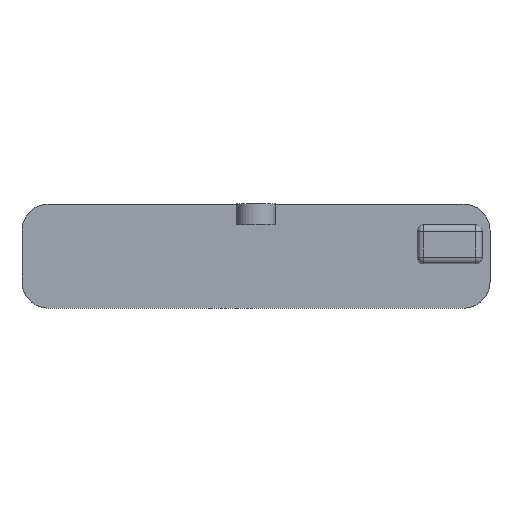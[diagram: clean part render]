
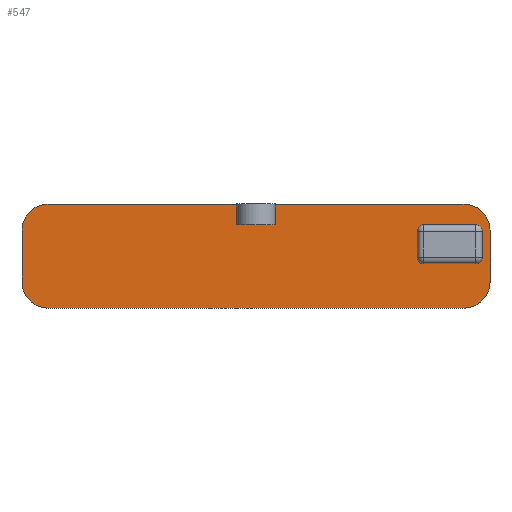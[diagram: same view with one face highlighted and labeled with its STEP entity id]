
A CAD part, top view. The second image highlights one B-rep face of the part: STEP entity #547.
In plain terms, the highlighted planar face has unit normal (0, 0, 1).
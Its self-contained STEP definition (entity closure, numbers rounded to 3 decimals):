
#21=FACE_BOUND('',#89,.T.);
#31=PLANE('',#607);
#52=FACE_OUTER_BOUND('',#88,.T.);
#88=EDGE_LOOP('',(#428,#429,#430,#431,#432,#433,#434,#435,#436,#437,#438,
#439));
#89=EDGE_LOOP('',(#440,#441,#442,#443,#444,#445,#446,#447));
#119=LINE('',#856,#167);
#122=LINE('',#864,#170);
#124=LINE('',#870,#172);
#129=LINE('',#885,#177);
#131=LINE('',#891,#179);
#134=LINE('',#899,#182);
#135=LINE('',#900,#183);
#136=LINE('',#902,#184);
#137=LINE('',#908,#185);
#138=LINE('',#912,#186);
#139=LINE('',#916,#187);
#140=LINE('',#919,#188);
#167=VECTOR('',#676,10.);
#170=VECTOR('',#685,10.);
#172=VECTOR('',#693,10.);
#177=VECTOR('',#706,10.);
#179=VECTOR('',#710,10.);
#182=VECTOR('',#721,10.);
#183=VECTOR('',#722,10.);
#184=VECTOR('',#725,10.);
#185=VECTOR('',#730,10.);
#186=VECTOR('',#733,10.);
#187=VECTOR('',#736,10.);
#188=VECTOR('',#739,10.);
#206=CIRCLE('',#582,10.);
#211=CIRCLE('',#589,10.);
#212=CIRCLE('',#592,10.);
#213=CIRCLE('',#595,10.);
#218=CIRCLE('',#608,2.5);
#219=CIRCLE('',#609,2.5);
#220=CIRCLE('',#610,2.5);
#221=CIRCLE('',#611,2.5);
#236=VERTEX_POINT('',#825);
#237=VERTEX_POINT('',#826);
#246=VERTEX_POINT('',#848);
#247=VERTEX_POINT('',#850);
#248=VERTEX_POINT('',#854);
#249=VERTEX_POINT('',#858);
#250=VERTEX_POINT('',#862);
#251=VERTEX_POINT('',#866);
#254=VERTEX_POINT('',#878);
#257=VERTEX_POINT('',#883);
#259=VERTEX_POINT('',#888);
#260=VERTEX_POINT('',#890);
#262=VERTEX_POINT('',#904);
#263=VERTEX_POINT('',#905);
#264=VERTEX_POINT('',#907);
#265=VERTEX_POINT('',#909);
#266=VERTEX_POINT('',#911);
#267=VERTEX_POINT('',#913);
#268=VERTEX_POINT('',#915);
#269=VERTEX_POINT('',#917);
#284=EDGE_CURVE('',#236,#237,#206,.T.);
#296=EDGE_CURVE('',#246,#247,#211,.T.);
#299=EDGE_CURVE('',#248,#246,#119,.T.);
#301=EDGE_CURVE('',#249,#248,#212,.T.);
#303=EDGE_CURVE('',#250,#249,#122,.F.);
#304=EDGE_CURVE('',#251,#250,#213,.T.);
#306=EDGE_CURVE('',#237,#251,#124,.T.);
#313=EDGE_CURVE('',#254,#257,#129,.T.);
#315=EDGE_CURVE('',#260,#259,#131,.T.);
#320=EDGE_CURVE('',#254,#236,#134,.F.);
#321=EDGE_CURVE('',#247,#259,#135,.F.);
#322=EDGE_CURVE('',#257,#260,#136,.T.);
#323=EDGE_CURVE('',#262,#263,#218,.T.);
#324=EDGE_CURVE('',#263,#264,#137,.T.);
#325=EDGE_CURVE('',#264,#265,#219,.T.);
#326=EDGE_CURVE('',#265,#266,#138,.T.);
#327=EDGE_CURVE('',#266,#267,#220,.T.);
#328=EDGE_CURVE('',#267,#268,#139,.T.);
#329=EDGE_CURVE('',#268,#269,#221,.T.);
#330=EDGE_CURVE('',#269,#262,#140,.T.);
#428=ORIENTED_EDGE('',*,*,#320,.F.);
#429=ORIENTED_EDGE('',*,*,#313,.T.);
#430=ORIENTED_EDGE('',*,*,#322,.T.);
#431=ORIENTED_EDGE('',*,*,#315,.T.);
#432=ORIENTED_EDGE('',*,*,#321,.F.);
#433=ORIENTED_EDGE('',*,*,#296,.F.);
#434=ORIENTED_EDGE('',*,*,#299,.F.);
#435=ORIENTED_EDGE('',*,*,#301,.F.);
#436=ORIENTED_EDGE('',*,*,#303,.F.);
#437=ORIENTED_EDGE('',*,*,#304,.F.);
#438=ORIENTED_EDGE('',*,*,#306,.F.);
#439=ORIENTED_EDGE('',*,*,#284,.F.);
#440=ORIENTED_EDGE('',*,*,#323,.T.);
#441=ORIENTED_EDGE('',*,*,#324,.T.);
#442=ORIENTED_EDGE('',*,*,#325,.T.);
#443=ORIENTED_EDGE('',*,*,#326,.T.);
#444=ORIENTED_EDGE('',*,*,#327,.T.);
#445=ORIENTED_EDGE('',*,*,#328,.T.);
#446=ORIENTED_EDGE('',*,*,#329,.T.);
#447=ORIENTED_EDGE('',*,*,#330,.T.);
#547=ADVANCED_FACE('',(#52,#21),#31,.F.);
#582=AXIS2_PLACEMENT_3D('',#827,#649,#650);
#589=AXIS2_PLACEMENT_3D('',#851,#670,#671);
#592=AXIS2_PLACEMENT_3D('',#860,#680,#681);
#595=AXIS2_PLACEMENT_3D('',#867,#688,#689);
#607=AXIS2_PLACEMENT_3D('',#903,#726,#727);
#608=AXIS2_PLACEMENT_3D('',#906,#728,#729);
#609=AXIS2_PLACEMENT_3D('',#910,#731,#732);
#610=AXIS2_PLACEMENT_3D('',#914,#734,#735);
#611=AXIS2_PLACEMENT_3D('',#918,#737,#738);
#649=DIRECTION('center_axis',(0.,0.,
-1.));
#650=DIRECTION('ref_axis',(0.707,0.707,0.));
#670=DIRECTION('center_axis',(0.,0.,
-1.));
#671=DIRECTION('ref_axis',(-0.707,0.707,0.));
#676=DIRECTION('',(0.,1.,0.));
#680=DIRECTION('center_axis',(0.,0.,
-1.));
#681=DIRECTION('ref_axis',(-0.707,-0.707,0.));
#685=DIRECTION('',(1.,0.,0.));
#688=DIRECTION('center_axis',(0.,0.,
-1.));
#689=DIRECTION('ref_axis',(0.707,-0.707,0.));
#693=DIRECTION('',(0.,-1.,0.));
#706=DIRECTION('',(0.,-1.,0.));
#710=DIRECTION('',(0.,1.,0.));
#721=DIRECTION('',(-1.,0.,0.));
#722=DIRECTION('',(-1.,0.,0.));
#725=DIRECTION('',(-1.,0.,0.));
#726=DIRECTION('center_axis',(0.,0.,
-1.));
#727=DIRECTION('ref_axis',(1.,0.,0.));
#728=DIRECTION('center_axis',(0.,0.,
-1.));
#729=DIRECTION('ref_axis',(-0.707,0.707,0.));
#730=DIRECTION('',(1.,0.,0.));
#731=DIRECTION('center_axis',(0.,0.,
-1.));
#732=DIRECTION('ref_axis',(0.707,0.707,0.));
#733=DIRECTION('',(0.,-1.,0.));
#734=DIRECTION('center_axis',(0.,0.,
-1.));
#735=DIRECTION('ref_axis',(0.707,-0.707,0.));
#736=DIRECTION('',(-1.,0.,0.));
#737=DIRECTION('center_axis',(0.,0.,
-1.));
#738=DIRECTION('ref_axis',(-0.707,-0.707,0.));
#739=DIRECTION('',(0.,1.,0.));
#825=CARTESIAN_POINT('',(80.,20.,-35.));
#826=CARTESIAN_POINT('',(90.,10.,-35.));
#827=CARTESIAN_POINT('Origin',(80.,10.,-35.));
#848=CARTESIAN_POINT('',(-90.,10.,-35.));
#850=CARTESIAN_POINT('',(-80.,20.,-35.));
#851=CARTESIAN_POINT('Origin',(-80.,10.,-35.));
#854=CARTESIAN_POINT('',(-90.,-10.,-35.));
#856=CARTESIAN_POINT('',(-90.,-90.,-35.));
#858=CARTESIAN_POINT('',(-80.,-20.,-35.));
#860=CARTESIAN_POINT('Origin',(-80.,-10.,-35.));
#862=CARTESIAN_POINT('',(80.,-20.,-35.));
#864=CARTESIAN_POINT('',(45.,-20.,-35.));
#866=CARTESIAN_POINT('',(90.,-10.,-35.));
#867=CARTESIAN_POINT('Origin',(80.,-10.,-35.));
#870=CARTESIAN_POINT('',(90.,90.,-35.));
#878=CARTESIAN_POINT('',(7.5,20.,-35.));
#883=CARTESIAN_POINT('',(7.5,12.,-35.));
#885=CARTESIAN_POINT('',(7.5,10.,-35.));
#888=CARTESIAN_POINT('',(-7.5,20.,-35.));
#890=CARTESIAN_POINT('',(-7.5,12.,-35.));
#891=CARTESIAN_POINT('',(-7.5,10.,-35.));
#899=CARTESIAN_POINT('',(-45.,20.,-35.));
#900=CARTESIAN_POINT('',(-45.,20.,-35.));
#902=CARTESIAN_POINT('',(0.,12.,-35.));
#903=CARTESIAN_POINT('Origin',(0.,0.,
-35.));
#904=CARTESIAN_POINT('',(62.,9.5,-35.));
#905=CARTESIAN_POINT('',(64.5,12.,-35.));
#906=CARTESIAN_POINT('Origin',(64.5,9.5,-35.));
#907=CARTESIAN_POINT('',(84.5,12.,-35.));
#908=CARTESIAN_POINT('',(39.,12.,-35.));
#909=CARTESIAN_POINT('',(87.,9.5,-35.));
#910=CARTESIAN_POINT('Origin',(84.5,9.5,-35.));
#911=CARTESIAN_POINT('',(87.,-0.5,-35.));
#912=CARTESIAN_POINT('',(87.,-1.5,-35.));
#913=CARTESIAN_POINT('',(84.5,-3.,-35.));
#914=CARTESIAN_POINT('Origin',(84.5,-0.5,-35.));
#915=CARTESIAN_POINT('',(64.5,-3.,-35.));
#916=CARTESIAN_POINT('',(39.,-3.,-35.));
#917=CARTESIAN_POINT('',(62.,-0.5,-35.));
#918=CARTESIAN_POINT('Origin',(64.5,-0.5,-35.));
#919=CARTESIAN_POINT('',(62.,-1.5,-35.));
